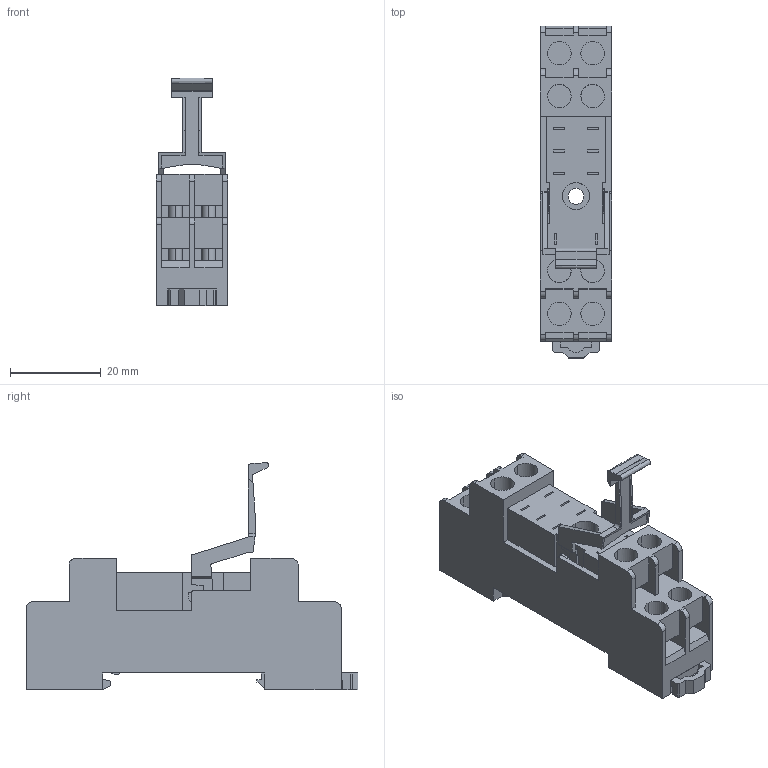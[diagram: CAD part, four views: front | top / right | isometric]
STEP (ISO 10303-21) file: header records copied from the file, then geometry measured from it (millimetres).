
FILE_DESCRIPTION(('CATIA V5R19 STEP'),'2;1');
FILE_NAME ('8035747_4_7760056349_S3D_SDI_2CO_F_ECO.stp','2015-09-17T12:06:03+00:00',('none'),('Weidmueller'),'CATIA Version 5 Release 20 SP 5 (IN-10)','CATIA V5 STEP AP214','none');
FILE_SCHEMA(('AUTOMOTIVE_DESIGN { 1 0 10303 214 1 1 1 1 }'));
Length unit declared in the file: millimetre
Products named in the file (1): S3D_SDI_2CO_F_ECO
Bounding box: 15.8 x 73.3 x 50.25 mm (x, y, z)
Volume: 22179.9 mm3; surface area: 11157.9 mm2
Topology: 3 solids, 3 shells, 352 faces, 986 edges, 661 vertices
Faces by surface type: plane 263, cylinder 83, extrusion 6
Entity records: 13651 total; most frequent: CARTESIAN_POINT 2606, ORIENTED_EDGE 1972, DIRECTION 1384, EDGE_CURVE 986, VECTOR 769, LINE 763, VERTEX_POINT 661, EDGE_LOOP 397
